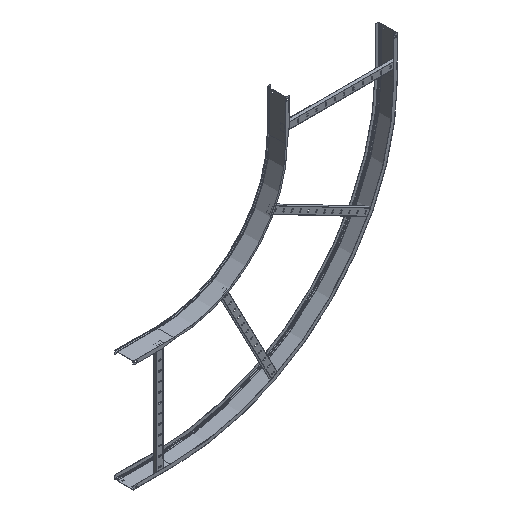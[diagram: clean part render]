
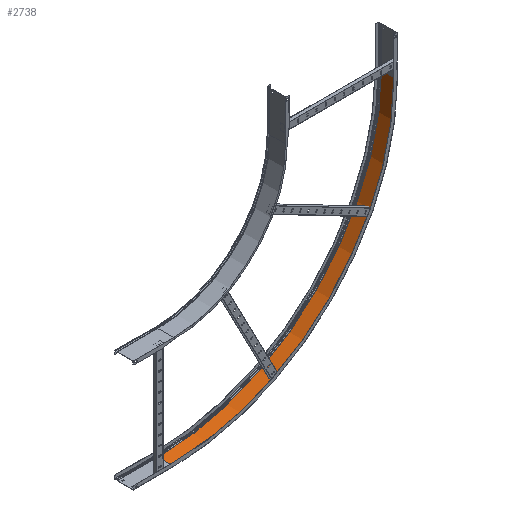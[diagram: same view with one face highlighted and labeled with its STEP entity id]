
A CAD part, isometric view. The second image highlights one B-rep face of the part: STEP entity #2738.
In plain terms, the highlighted cylindrical face has radius 1198.8 mm (diameter 2397.6 mm), a partial arc.
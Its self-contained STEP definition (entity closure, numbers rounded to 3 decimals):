
#351 = ORIENTED_EDGE ( 'NONE', *, *, #5573, .T. ) ;
#984 = VERTEX_POINT ( 'NONE', #5837 ) ;
#1005 = AXIS2_PLACEMENT_3D ( 'NONE', #6724, #2551, #8103 ) ;
#1010 = FACE_OUTER_BOUND ( 'NONE', #4897, .T. ) ;
#1217 = CYLINDRICAL_SURFACE ( 'NONE', #7963, 1198.8 ) ;
#1259 = VERTEX_POINT ( 'NONE', #5035 ) ;
#1713 = DIRECTION ( 'NONE',  ( 0., 0., 1. ) ) ;
#1718 = VECTOR ( 'NONE', #7829, 1000. ) ;
#1769 = ORIENTED_EDGE ( 'NONE', *, *, #5128, .T. ) ;
#2270 = CARTESIAN_POINT ( 'NONE',  ( 1198.8, 0., 0. ) ) ;
#2551 = DIRECTION ( 'NONE',  ( 0., 1., 0. ) ) ;
#2733 = CARTESIAN_POINT ( 'NONE',  ( 0., 2.2, -1198.8 ) ) ;
#2738 = ADVANCED_FACE ( 'NONE', ( #1010 ), #1217, .F. ) ;
#2759 = DIRECTION ( 'NONE',  ( 0., 1., 0. ) ) ;
#2913 = CIRCLE ( 'NONE', #4183, 1198.8 ) ;
#3085 = DIRECTION ( 'NONE',  ( 0., 1., 0. ) ) ;
#4135 = EDGE_CURVE ( 'NONE', #984, #1259, #6942, .T. ) ;
#4183 = AXIS2_PLACEMENT_3D ( 'NONE', #7256, #8609, #1713 ) ;
#4492 = DIRECTION ( 'NONE',  ( 0., 0., 1. ) ) ;
#4556 = VECTOR ( 'NONE', #2759, 1000. ) ;
#4620 = EDGE_CURVE ( 'NONE', #8580, #1259, #7990, .T. ) ;
#4897 = EDGE_LOOP ( 'NONE', ( #8289, #7380, #1769, #351 ) ) ;
#5004 = CARTESIAN_POINT ( 'NONE',  ( 1198.8, 84.499, 0. ) ) ;
#5035 = CARTESIAN_POINT ( 'NONE',  ( 0., 84.499, -1198.8 ) ) ;
#5107 = VERTEX_POINT ( 'NONE', #7839 ) ;
#5128 = EDGE_CURVE ( 'NONE', #984, #5107, #2913, .T. ) ;
#5520 = LINE ( 'NONE', #2270, #1718 ) ;
#5573 = EDGE_CURVE ( 'NONE', #5107, #8580, #5520, .T. ) ;
#5837 = CARTESIAN_POINT ( 'NONE',  ( 0., 1.2, -1198.8 ) ) ;
#6724 = CARTESIAN_POINT ( 'NONE',  ( 0., 84.499, 0. ) ) ;
#6942 = LINE ( 'NONE', #2733, #4556 ) ;
#7256 = CARTESIAN_POINT ( 'NONE',  ( 0., 1.2, 0. ) ) ;
#7380 = ORIENTED_EDGE ( 'NONE', *, *, #4135, .F. ) ;
#7829 = DIRECTION ( 'NONE',  ( 0., 1., 0. ) ) ;
#7839 = CARTESIAN_POINT ( 'NONE',  ( 1198.8, 1.2, 0. ) ) ;
#7963 = AXIS2_PLACEMENT_3D ( 'NONE', #8631, #3085, #4492 ) ;
#7990 = CIRCLE ( 'NONE', #1005, 1198.8 ) ;
#8103 = DIRECTION ( 'NONE',  ( 0., 0., 1. ) ) ;
#8289 = ORIENTED_EDGE ( 'NONE', *, *, #4620, .T. ) ;
#8580 = VERTEX_POINT ( 'NONE', #5004 ) ;
#8609 = DIRECTION ( 'NONE',  ( 0., -1., 0. ) ) ;
#8631 = CARTESIAN_POINT ( 'NONE',  ( 0., 0., 0. ) ) ;
